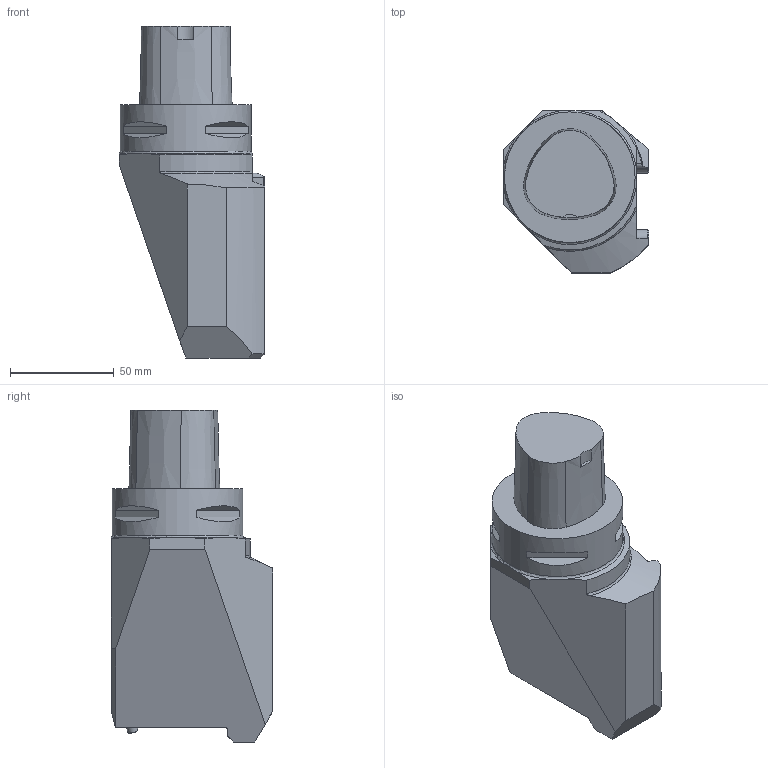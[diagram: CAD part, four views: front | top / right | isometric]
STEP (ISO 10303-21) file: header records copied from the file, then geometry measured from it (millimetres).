
FILE_DESCRIPTION(/* description */ (''),/* implementation_level */ '2;1');
FILE_NAME(/* name */ '1548323998995.stp',/* time_stamp */ '2019-01-24T15:30:17+05:00',/* author */ (''),/* organization */ ('SMS'),/* preprocessor_version */ 'ST-DEVELOPER v15',/* originating_system */ 'SIEMENS PLM Software NX 8.5',/* authorisation */ '');
FILE_SCHEMA (('AUTOMOTIVE_DESIGN { 1 0 10303 214 3 1 1 1 }'));
Length unit declared in the file: millimetre
Products named in the file (1): 200952624mod000_01
Bounding box: 70 x 78 x 160 mm (x, y, z)
Volume: 409142.4 mm3; surface area: 42596.8 mm2
Topology: 1 solids, 1 shells, 107 faces, 270 edges, 180 vertices
Faces by surface type: plane 57, cylinder 23, cone 18, torus 9
Full cylindrical faces by diameter (mm): 5 x1, 8.5 x3, 12.5 x3, 63 x1
Entity records: 3300 total; most frequent: CARTESIAN_POINT 773, DIRECTION 511, ORIENTED_EDGE 498, EDGE_CURVE 249, AXIS2_PLACEMENT_3D 196, VERTEX_POINT 169, EDGE_LOOP 132, LINE 119
